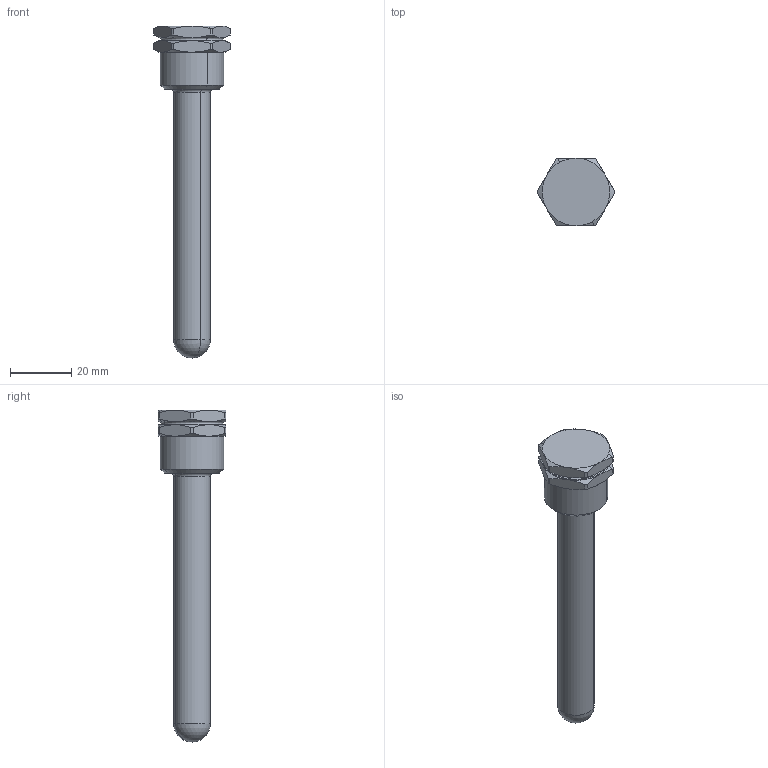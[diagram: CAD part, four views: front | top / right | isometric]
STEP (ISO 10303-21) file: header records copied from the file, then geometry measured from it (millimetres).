
FILE_DESCRIPTION(('CATIA V5 STEP Exchange'),'2;1');
FILE_NAME('STEP_694100_-_TST.stp','2018-02-07T07:09:07+00:00',('none'),('none'),'CATIA Version 5-6 Release 2016 SP4','CATIA V5 STEP AP203','none');
FILE_SCHEMA(('CONFIG_CONTROL_DESIGN'));
Length unit declared in the file: millimetre
Products named in the file (1): 694100 - TST
Bounding box: 25 x 22 x 108 mm (x, y, z)
Volume: 17042.1 mm3; surface area: 5468.8 mm2
Topology: 1 solids, 1 shells, 77 faces, 178 edges, 105 vertices
Faces by surface type: cone 34, cylinder 20, plane 17, torus 4, sphere 2
Entity records: 1940 total; most frequent: CARTESIAN_POINT 497, ORIENTED_EDGE 352, EDGE_CURVE 176, DIRECTION 174, AXIS2_PLACEMENT_3D 110, VERTEX_POINT 105, CIRCLE 86, EDGE_LOOP 81
